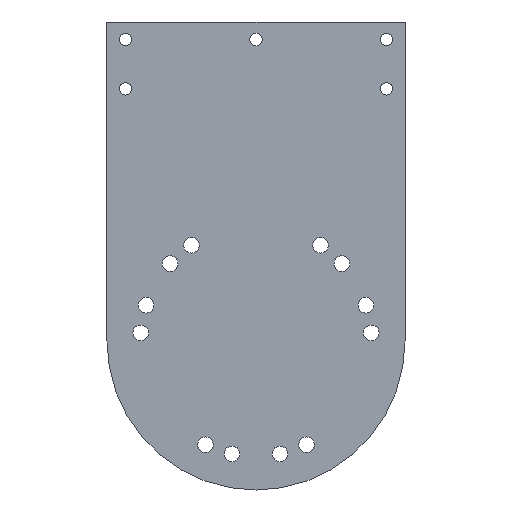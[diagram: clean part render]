
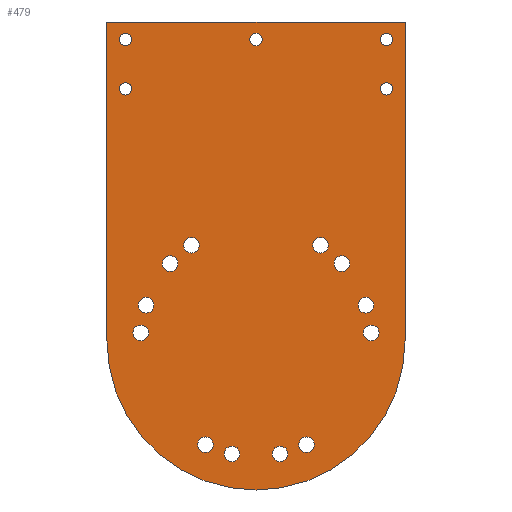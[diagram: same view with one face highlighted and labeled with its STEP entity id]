
A CAD part, front view. The second image highlights one B-rep face of the part: STEP entity #479.
In plain terms, the highlighted planar face has unit normal (0, -1, 0).
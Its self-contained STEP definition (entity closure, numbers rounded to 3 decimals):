
#15=FACE_BOUND('',#133,.T.);
#16=FACE_BOUND('',#134,.T.);
#17=FACE_BOUND('',#135,.T.);
#18=FACE_BOUND('',#136,.T.);
#19=FACE_BOUND('',#137,.T.);
#20=FACE_BOUND('',#138,.T.);
#21=FACE_BOUND('',#139,.T.);
#22=FACE_BOUND('',#140,.T.);
#23=FACE_BOUND('',#141,.T.);
#24=FACE_BOUND('',#142,.T.);
#25=FACE_BOUND('',#143,.T.);
#26=FACE_BOUND('',#144,.T.);
#27=FACE_BOUND('',#145,.T.);
#28=FACE_BOUND('',#146,.T.);
#29=FACE_BOUND('',#147,.T.);
#30=FACE_BOUND('',#148,.T.);
#31=FACE_BOUND('',#149,.T.);
#49=CIRCLE('',#512,2.5);
#51=CIRCLE('',#515,2.5);
#53=CIRCLE('',#518,2.5);
#55=CIRCLE('',#521,2.5);
#57=CIRCLE('',#524,2.5);
#59=CIRCLE('',#527,60.);
#60=CIRCLE('',#528,3.15);
#61=CIRCLE('',#529,3.15);
#62=CIRCLE('',#530,3.15);
#63=CIRCLE('',#531,3.15);
#64=CIRCLE('',#532,3.15);
#65=CIRCLE('',#533,3.15);
#66=CIRCLE('',#534,3.15);
#67=CIRCLE('',#535,3.15);
#68=CIRCLE('',#536,3.15);
#69=CIRCLE('',#537,3.15);
#70=CIRCLE('',#538,3.15);
#71=CIRCLE('',#539,3.15);
#109=FACE_OUTER_BOUND('',#132,.T.);
#132=EDGE_LOOP('',(#366,#367,#368,#369));
#133=EDGE_LOOP('',(#370));
#134=EDGE_LOOP('',(#371));
#135=EDGE_LOOP('',(#372));
#136=EDGE_LOOP('',(#373));
#137=EDGE_LOOP('',(#374));
#138=EDGE_LOOP('',(#375));
#139=EDGE_LOOP('',(#376));
#140=EDGE_LOOP('',(#377));
#141=EDGE_LOOP('',(#378));
#142=EDGE_LOOP('',(#379));
#143=EDGE_LOOP('',(#380));
#144=EDGE_LOOP('',(#381));
#145=EDGE_LOOP('',(#382));
#146=EDGE_LOOP('',(#383));
#147=EDGE_LOOP('',(#384));
#148=EDGE_LOOP('',(#385));
#149=EDGE_LOOP('',(#386));
#183=LINE('',#720,#210);
#192=LINE('',#758,#219);
#193=LINE('',#761,#220);
#210=VECTOR('',#573,10.);
#219=VECTOR('',#614,10.);
#220=VECTOR('',#617,10.);
#237=VERTEX_POINT('',#718);
#238=VERTEX_POINT('',#719);
#241=VERTEX_POINT('',#727);
#243=VERTEX_POINT('',#733);
#245=VERTEX_POINT('',#739);
#247=VERTEX_POINT('',#745);
#249=VERTEX_POINT('',#751);
#251=VERTEX_POINT('',#757);
#252=VERTEX_POINT('',#759);
#253=VERTEX_POINT('',#762);
#254=VERTEX_POINT('',#764);
#255=VERTEX_POINT('',#766);
#256=VERTEX_POINT('',#768);
#257=VERTEX_POINT('',#770);
#258=VERTEX_POINT('',#772);
#259=VERTEX_POINT('',#774);
#260=VERTEX_POINT('',#776);
#261=VERTEX_POINT('',#778);
#262=VERTEX_POINT('',#780);
#263=VERTEX_POINT('',#782);
#264=VERTEX_POINT('',#784);
#279=EDGE_CURVE('',#237,#238,#183,.T.);
#283=EDGE_CURVE('',#241,#241,#49,.T.);
#286=EDGE_CURVE('',#243,#243,#51,.T.);
#289=EDGE_CURVE('',#245,#245,#53,.T.);
#292=EDGE_CURVE('',#247,#247,#55,.T.);
#295=EDGE_CURVE('',#249,#249,#57,.T.);
#298=EDGE_CURVE('',#251,#237,#192,.T.);
#299=EDGE_CURVE('',#252,#251,#59,.T.);
#300=EDGE_CURVE('',#252,#238,#193,.T.);
#301=EDGE_CURVE('',#253,#253,#60,.T.);
#302=EDGE_CURVE('',#254,#254,#61,.T.);
#303=EDGE_CURVE('',#255,#255,#62,.T.);
#304=EDGE_CURVE('',#256,#256,#63,.T.);
#305=EDGE_CURVE('',#257,#257,#64,.T.);
#306=EDGE_CURVE('',#258,#258,#65,.T.);
#307=EDGE_CURVE('',#259,#259,#66,.T.);
#308=EDGE_CURVE('',#260,#260,#67,.T.);
#309=EDGE_CURVE('',#261,#261,#68,.T.);
#310=EDGE_CURVE('',#262,#262,#69,.T.);
#311=EDGE_CURVE('',#263,#263,#70,.T.);
#312=EDGE_CURVE('',#264,#264,#71,.T.);
#366=ORIENTED_EDGE('',*,*,#298,.F.);
#367=ORIENTED_EDGE('',*,*,#299,.F.);
#368=ORIENTED_EDGE('',*,*,#300,.T.);
#369=ORIENTED_EDGE('',*,*,#279,.F.);
#370=ORIENTED_EDGE('',*,*,#283,.T.);
#371=ORIENTED_EDGE('',*,*,#286,.T.);
#372=ORIENTED_EDGE('',*,*,#289,.T.);
#373=ORIENTED_EDGE('',*,*,#292,.T.);
#374=ORIENTED_EDGE('',*,*,#295,.T.);
#375=ORIENTED_EDGE('',*,*,#301,.F.);
#376=ORIENTED_EDGE('',*,*,#302,.F.);
#377=ORIENTED_EDGE('',*,*,#303,.F.);
#378=ORIENTED_EDGE('',*,*,#304,.F.);
#379=ORIENTED_EDGE('',*,*,#305,.F.);
#380=ORIENTED_EDGE('',*,*,#306,.F.);
#381=ORIENTED_EDGE('',*,*,#307,.F.);
#382=ORIENTED_EDGE('',*,*,#308,.F.);
#383=ORIENTED_EDGE('',*,*,#309,.F.);
#384=ORIENTED_EDGE('',*,*,#310,.F.);
#385=ORIENTED_EDGE('',*,*,#311,.F.);
#386=ORIENTED_EDGE('',*,*,#312,.F.);
#469=PLANE('',#526);
#479=ADVANCED_FACE('',(#109,#15,#16,#17,#18,#19,#20,#21,#22,#23,#24,#25,
#26,#27,#28,#29,#30,#31),#469,.T.);
#512=AXIS2_PLACEMENT_3D('',#728,#579,#580);
#515=AXIS2_PLACEMENT_3D('',#734,#586,#587);
#518=AXIS2_PLACEMENT_3D('',#740,#593,#594);
#521=AXIS2_PLACEMENT_3D('',#746,#600,#601);
#524=AXIS2_PLACEMENT_3D('',#752,#607,#608);
#526=AXIS2_PLACEMENT_3D('',#756,#612,#613);
#527=AXIS2_PLACEMENT_3D('',#760,#615,#616);
#528=AXIS2_PLACEMENT_3D('',#763,#618,#619);
#529=AXIS2_PLACEMENT_3D('',#765,#620,#621);
#530=AXIS2_PLACEMENT_3D('',#767,#622,#623);
#531=AXIS2_PLACEMENT_3D('',#769,#624,#625);
#532=AXIS2_PLACEMENT_3D('',#771,#626,#627);
#533=AXIS2_PLACEMENT_3D('',#773,#628,#629);
#534=AXIS2_PLACEMENT_3D('',#775,#630,#631);
#535=AXIS2_PLACEMENT_3D('',#777,#632,#633);
#536=AXIS2_PLACEMENT_3D('',#779,#634,#635);
#537=AXIS2_PLACEMENT_3D('',#781,#636,#637);
#538=AXIS2_PLACEMENT_3D('',#783,#638,#639);
#539=AXIS2_PLACEMENT_3D('',#785,#640,#641);
#573=DIRECTION('',(1.,0.,0.));
#579=DIRECTION('center_axis',(0.,1.,0.));
#580=DIRECTION('ref_axis',(1.,0.,0.));
#586=DIRECTION('center_axis',(0.,1.,0.));
#587=DIRECTION('ref_axis',(1.,0.,0.));
#593=DIRECTION('center_axis',(0.,1.,0.));
#594=DIRECTION('ref_axis',(1.,0.,0.));
#600=DIRECTION('center_axis',(0.,1.,0.));
#601=DIRECTION('ref_axis',(1.,0.,0.));
#607=DIRECTION('center_axis',(0.,1.,0.));
#608=DIRECTION('ref_axis',(1.,0.,0.));
#612=DIRECTION('center_axis',(0.,-1.,0.));
#613=DIRECTION('ref_axis',(1.,0.,0.));
#614=DIRECTION('',(0.,0.,1.));
#615=DIRECTION('center_axis',(0.,1.,0.));
#616=DIRECTION('ref_axis',(1.,0.,0.));
#617=DIRECTION('',(0.,0.,1.));
#618=DIRECTION('center_axis',(0.,-1.,0.));
#619=DIRECTION('ref_axis',(1.,0.,0.));
#620=DIRECTION('center_axis',(0.,-1.,0.));
#621=DIRECTION('ref_axis',(1.,0.,0.));
#622=DIRECTION('center_axis',(0.,-1.,0.));
#623=DIRECTION('ref_axis',(-0.5,0.,-0.866));
#624=DIRECTION('center_axis',(0.,-1.,0.));
#625=DIRECTION('ref_axis',(-0.5,0.,0.866));
#626=DIRECTION('center_axis',(0.,-1.,0.));
#627=DIRECTION('ref_axis',(1.,0.,0.));
#628=DIRECTION('center_axis',(0.,-1.,0.));
#629=DIRECTION('ref_axis',(-0.5,0.,-0.866));
#630=DIRECTION('center_axis',(0.,-1.,0.));
#631=DIRECTION('ref_axis',(1.,0.,0.));
#632=DIRECTION('center_axis',(0.,-1.,0.));
#633=DIRECTION('ref_axis',(-0.5,0.,0.866));
#634=DIRECTION('center_axis',(0.,-1.,0.));
#635=DIRECTION('ref_axis',(-0.5,0.,-0.866));
#636=DIRECTION('center_axis',(0.,-1.,0.));
#637=DIRECTION('ref_axis',(-0.5,0.,-0.866));
#638=DIRECTION('center_axis',(0.,-1.,0.));
#639=DIRECTION('ref_axis',(-0.5,0.,0.866));
#640=DIRECTION('center_axis',(0.,-1.,0.));
#641=DIRECTION('ref_axis',(-0.5,0.,0.866));
#718=CARTESIAN_POINT('',(-60.,-10.,128.4));
#719=CARTESIAN_POINT('',(60.,-10.,128.4));
#720=CARTESIAN_POINT('',(11.963,-10.,128.4));
#727=CARTESIAN_POINT('',(-2.5,-10.,121.4));
#728=CARTESIAN_POINT('Origin',(0.,-10.,121.4));
#733=CARTESIAN_POINT('',(50.,-10.,121.4));
#734=CARTESIAN_POINT('Origin',(52.5,-10.,121.4));
#739=CARTESIAN_POINT('',(-55.,-10.,101.484));
#740=CARTESIAN_POINT('Origin',(-52.5,-10.,101.484));
#745=CARTESIAN_POINT('',(50.,-10.,101.484));
#746=CARTESIAN_POINT('Origin',(52.5,-10.,101.484));
#751=CARTESIAN_POINT('',(-55.,-10.,121.4));
#752=CARTESIAN_POINT('Origin',(-52.5,-10.,121.4));
#756=CARTESIAN_POINT('Origin',(-21.074,-10.,115.392));
#757=CARTESIAN_POINT('',(-60.,-10.,0.));
#758=CARTESIAN_POINT('',(-60.,-10.,91.4));
#759=CARTESIAN_POINT('',(60.,-10.,0.));
#760=CARTESIAN_POINT('Origin',(0.,-10.,0.));
#761=CARTESIAN_POINT('',(60.,-10.,91.4));
#762=CARTESIAN_POINT('',(-23.534,-10.,-41.794));
#763=CARTESIAN_POINT('Origin',(-20.384,-10.,-41.794));
#764=CARTESIAN_POINT('',(-12.818,-10.,-45.484));
#765=CARTESIAN_POINT('Origin',(-9.668,-10.,-45.484));
#766=CARTESIAN_POINT('',(-44.812,-10.,5.972));
#767=CARTESIAN_POINT('Origin',(-46.387,-10.,3.244));
#768=CARTESIAN_POINT('',(45.799,-10.,11.641));
#769=CARTESIAN_POINT('Origin',(44.224,-10.,14.369));
#770=CARTESIAN_POINT('',(6.518,-10.,-45.484));
#771=CARTESIAN_POINT('Origin',(9.668,-10.,-45.484));
#772=CARTESIAN_POINT('',(-24.427,-10.,41.278));
#773=CARTESIAN_POINT('Origin',(-26.002,-10.,38.55));
#774=CARTESIAN_POINT('',(17.234,-10.,-41.794));
#775=CARTESIAN_POINT('Origin',(20.384,-10.,-41.794));
#776=CARTESIAN_POINT('',(27.577,-10.,35.822));
#777=CARTESIAN_POINT('Origin',(26.002,-10.,38.55));
#778=CARTESIAN_POINT('',(-42.649,-10.,17.097));
#779=CARTESIAN_POINT('Origin',(-44.224,-10.,14.369));
#780=CARTESIAN_POINT('',(-32.981,-10.,33.843));
#781=CARTESIAN_POINT('Origin',(-34.556,-10.,31.115));
#782=CARTESIAN_POINT('',(36.131,-10.,28.387));
#783=CARTESIAN_POINT('Origin',(34.556,-10.,31.115));
#784=CARTESIAN_POINT('',(47.962,-10.,0.516));
#785=CARTESIAN_POINT('Origin',(46.387,-10.,3.244));
